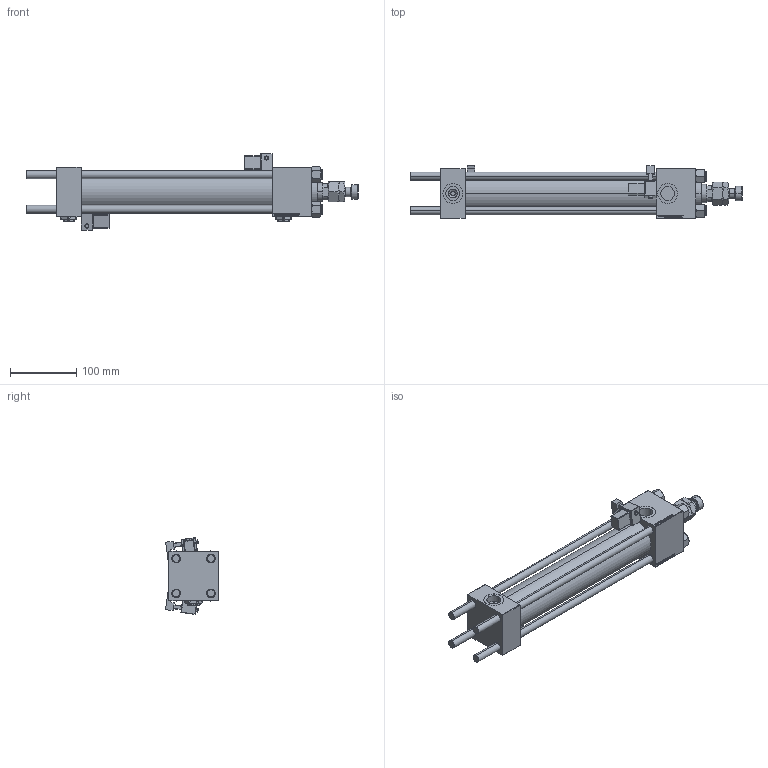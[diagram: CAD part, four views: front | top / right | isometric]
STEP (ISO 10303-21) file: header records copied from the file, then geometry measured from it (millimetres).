
FILE_DESCRIPTION (( 'STEP AP203' ), '1' );
FILE_NAME ('ef16.STEP', '2023-08-23T10:42:12', ( '' ), ( '' ), 'SwSTEP 2.0', 'SolidWorks 2019', '' );
FILE_SCHEMA (( 'CONFIG_CONTROL_DESIGN' ));
Length unit declared in the file: millimetre
Products named in the file (9): V215CR_MSU 7240f8c8bae19fd26c4196189dcf55c4; CR025_012_A_0_G_A_G_M_020_+#_##_TYCINKA 7240f8c8bae19fd26c4196189dcf55c4; ef16; V215CR_BODY_A 7240f8c8bae19fd26c4196189dcf55c4; V215_VC_A 7240f8c8bae19fd26c4196189dcf55c4; Zatka_pro_OIL_PORT 7240f8c8bae19fd26c4196189dcf55c4; NUT_M5 7240f8c8bae19fd26c4196189dcf55c4; MFA 7240f8c8bae19fd26c4196189dcf55c4; V215CR_VCP 7240f8c8bae19fd26c4196189dcf55c4
Assembly tree (16 placements, depth 2):
  ef16
    V215CR_BODY_A 7240f8c8bae19fd26c4196189dcf55c4
    CR025_012_A_0_G_A_G_M_020_+#_##_TYCINKA 7240f8c8bae19fd26c4196189dcf55c4  x4
    NUT_M5 7240f8c8bae19fd26c4196189dcf55c4  x4
    V215CR_VCP 7240f8c8bae19fd26c4196189dcf55c4
    V215_VC_A 7240f8c8bae19fd26c4196189dcf55c4
    V215CR_MSU 7240f8c8bae19fd26c4196189dcf55c4  x2
    MFA 7240f8c8bae19fd26c4196189dcf55c4
    Zatka_pro_OIL_PORT 7240f8c8bae19fd26c4196189dcf55c4  x2
Bounding box: 500 x 79.69 x 115.74 mm (x, y, z)
Volume: 1123426.7 mm3; surface area: 321231.6 mm2
Topology: 16 solids, 16 shells, 1439 faces, 3540 edges, 2237 vertices
Faces by surface type: plane 641, bspline 392, cone 206, cylinder 152, torus 24, sphere 24
Entity records: 55668 total; most frequent: CARTESIAN_POINT 28492, ORIENTED_EDGE 5998, DIRECTION 4079, EDGE_CURVE 2999, VERTEX_POINT 1939, VECTOR 1747, LINE 1747, EDGE_LOOP 1342
